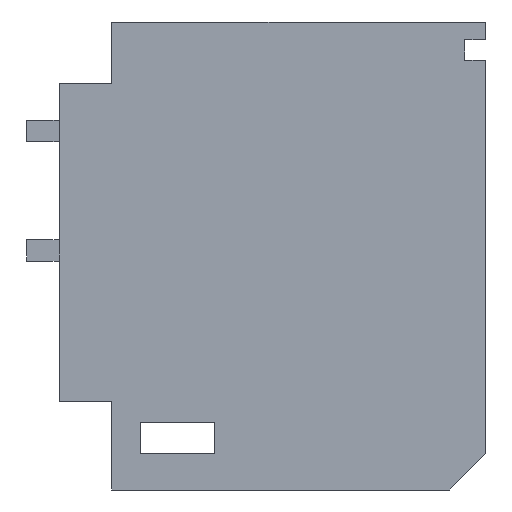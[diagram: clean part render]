
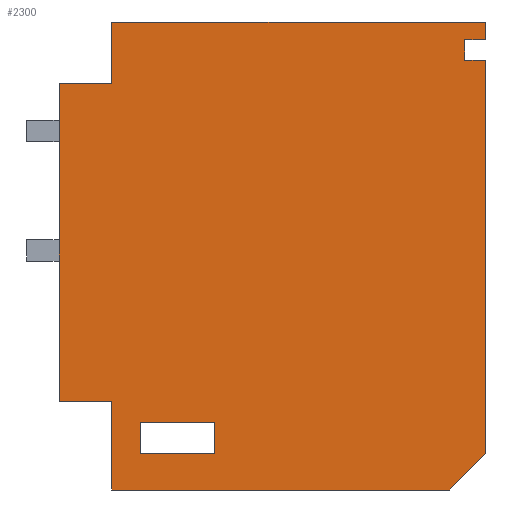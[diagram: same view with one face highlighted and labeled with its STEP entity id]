
A CAD part, left-side view. The second image highlights one B-rep face of the part: STEP entity #2300.
In plain terms, the highlighted planar face has unit normal (-1, 0, 0).
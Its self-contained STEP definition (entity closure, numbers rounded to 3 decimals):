
#1=DIRECTION('',(0.,-1.,0.));
#2=VECTOR('',#1,49.264);
#3=CARTESIAN_POINT('',(0.,-100.,-355.23));
#4=LINE('',#3,#2);
#5=DIRECTION('',(0.,-1.,0.));
#6=VECTOR('',#5,49.264);
#7=CARTESIAN_POINT('',(0.,-100.,-57.953));
#8=LINE('',#7,#6);
#9=DIRECTION('',(0.,0.,-1.));
#10=VECTOR('',#9,57.953);
#11=CARTESIAN_POINT('',(0.,-149.264,0.));
#12=LINE('',#11,#10);
#13=DIRECTION('',(0.,-1.,0.));
#14=VECTOR('',#13,350.236);
#15=CARTESIAN_POINT('',(0.,-149.264,0.));
#16=LINE('',#15,#14);
#17=DIRECTION('',(0.,0.,-1.));
#18=VECTOR('',#17,16.492);
#19=CARTESIAN_POINT('',(0.,-499.5,0.));
#20=LINE('',#19,#18);
#21=DIRECTION('',(0.,1.,0.));
#22=VECTOR('',#21,19.41);
#23=CARTESIAN_POINT('',(0.,-499.5,-16.492));
#24=LINE('',#23,#22);
#25=DIRECTION('',(0.,0.,1.));
#26=VECTOR('',#25,19.41);
#27=CARTESIAN_POINT('',(0.,-480.09,-35.902));
#28=LINE('',#27,#26);
#29=DIRECTION('',(0.,1.,0.));
#30=VECTOR('',#29,19.41);
#31=CARTESIAN_POINT('',(0.,-499.5,-35.902));
#32=LINE('',#31,#30);
#33=DIRECTION('',(0.,0.,-1.));
#34=VECTOR('',#33,368.488);
#35=CARTESIAN_POINT('',(0.,-499.5,-35.902));
#36=LINE('',#35,#34);
#37=DIRECTION('',(0.,-0.707,0.707));
#38=VECTOR('',#37,48.239);
#39=CARTESIAN_POINT('',(0.,-465.39,-438.5));
#40=LINE('',#39,#38);
#41=DIRECTION('',(0.,1.,0.));
#42=VECTOR('',#41,316.125);
#43=CARTESIAN_POINT('',(0.,-465.39,-438.5));
#44=LINE('',#43,#42);
#45=DIRECTION('',(0.,0.,1.));
#46=VECTOR('',#45,83.27);
#47=CARTESIAN_POINT('',(0.,-149.264,-438.5));
#48=LINE('',#47,#46);
#49=DIRECTION('',(0.,0.,1.));
#50=VECTOR('',#49,29.401);
#51=CARTESIAN_POINT('',(0.,-176.215,-404.231));
#52=LINE('',#51,#50);
#53=DIRECTION('',(0.,1.,0.));
#54=VECTOR('',#53,69.419);
#55=CARTESIAN_POINT('',(0.,-245.634,-404.231));
#56=LINE('',#55,#54);
#57=DIRECTION('',(0.,0.,-1.));
#58=VECTOR('',#57,29.401);
#59=CARTESIAN_POINT('',(0.,-245.634,-374.83));
#60=LINE('',#59,#58);
#61=DIRECTION('',(0.,-1.,0.));
#62=VECTOR('',#61,69.419);
#63=CARTESIAN_POINT('',(0.,-176.215,-374.83));
#64=LINE('',#63,#62);
#665=DIRECTION('',(0.,0.,-1.));
#666=VECTOR('',#665,297.277);
#667=CARTESIAN_POINT('',(0.,-100.,-57.953));
#668=LINE('',#667,#666);
#1721=CARTESIAN_POINT('',(0.,-499.5,0.));
#1723=VERTEX_POINT('',#1721);
#1749=CARTESIAN_POINT('',(0.,-100.,-355.23));
#1750=CARTESIAN_POINT('',(0.,-149.264,-355.23));
#1751=VERTEX_POINT('',#1749);
#1752=VERTEX_POINT('',#1750);
#1753=CARTESIAN_POINT('',(0.,-149.264,-438.5));
#1754=VERTEX_POINT('',#1753);
#1755=CARTESIAN_POINT('',(0.,-149.264,0.));
#1756=CARTESIAN_POINT('',(0.,-149.264,-57.953));
#1757=VERTEX_POINT('',#1755);
#1758=VERTEX_POINT('',#1756);
#1759=CARTESIAN_POINT('',(0.,-100.,-57.953));
#1760=VERTEX_POINT('',#1759);
#1761=CARTESIAN_POINT('',(0.,-499.5,-35.902));
#1762=CARTESIAN_POINT('',(0.,-480.09,-35.902));
#1763=VERTEX_POINT('',#1761);
#1764=VERTEX_POINT('',#1762);
#1765=CARTESIAN_POINT('',(0.,-480.09,-16.492));
#1766=VERTEX_POINT('',#1765);
#1767=CARTESIAN_POINT('',(0.,-499.5,-16.492));
#1768=VERTEX_POINT('',#1767);
#1769=CARTESIAN_POINT('',(0.,-176.215,-404.231));
#1770=CARTESIAN_POINT('',(0.,-176.215,-374.83));
#1771=VERTEX_POINT('',#1769);
#1772=VERTEX_POINT('',#1770);
#1773=CARTESIAN_POINT('',(0.,-245.634,-374.83));
#1774=VERTEX_POINT('',#1773);
#1775=CARTESIAN_POINT('',(0.,-245.634,-404.231));
#1776=VERTEX_POINT('',#1775);
#1777=CARTESIAN_POINT('',(0.,-465.39,-438.5));
#1778=CARTESIAN_POINT('',(0.,-499.5,-404.39));
#1779=VERTEX_POINT('',#1777);
#1780=VERTEX_POINT('',#1778);
#2257=CARTESIAN_POINT('',(0.,0.,0.));
#2258=DIRECTION('',(1.,0.,0.));
#2259=DIRECTION('',(0.,-1.,0.));
#2260=AXIS2_PLACEMENT_3D('',#2257,#2258,#2259);
#2261=PLANE('',#2260);
#2263=ORIENTED_EDGE('',*,*,#2262,.F.);
#2265=ORIENTED_EDGE('',*,*,#2264,.F.);
#2267=ORIENTED_EDGE('',*,*,#2266,.T.);
#2269=ORIENTED_EDGE('',*,*,#2268,.F.);
#2271=ORIENTED_EDGE('',*,*,#2270,.T.);
#2273=ORIENTED_EDGE('',*,*,#2272,.T.);
#2275=ORIENTED_EDGE('',*,*,#2274,.T.);
#2277=ORIENTED_EDGE('',*,*,#2276,.F.);
#2279=ORIENTED_EDGE('',*,*,#2278,.F.);
#2281=ORIENTED_EDGE('',*,*,#2280,.T.);
#2283=ORIENTED_EDGE('',*,*,#2282,.F.);
#2285=ORIENTED_EDGE('',*,*,#2284,.T.);
#2287=ORIENTED_EDGE('',*,*,#2286,.T.);
#2288=EDGE_LOOP('',(#2263,#2265,#2267,#2269,#2271,#2273,#2275,#2277,#2279,#2281,
#2283,#2285,#2287));
#2289=FACE_OUTER_BOUND('',#2288,.F.);
#2291=ORIENTED_EDGE('',*,*,#2290,.F.);
#2293=ORIENTED_EDGE('',*,*,#2292,.F.);
#2295=ORIENTED_EDGE('',*,*,#2294,.F.);
#2297=ORIENTED_EDGE('',*,*,#2296,.F.);
#2298=EDGE_LOOP('',(#2291,#2293,#2295,#2297));
#2299=FACE_BOUND('',#2298,.F.);
#2300=ADVANCED_FACE('',(#2289,#2299),#2261,.F.);
#2262=EDGE_CURVE('',#1751,#1752,#4,.T.);
#2264=EDGE_CURVE('',#1760,#1751,#668,.T.);
#2266=EDGE_CURVE('',#1760,#1758,#8,.T.);
#2268=EDGE_CURVE('',#1757,#1758,#12,.T.);
#2270=EDGE_CURVE('',#1757,#1723,#16,.T.);
#2272=EDGE_CURVE('',#1723,#1768,#20,.T.);
#2274=EDGE_CURVE('',#1768,#1766,#24,.T.);
#2276=EDGE_CURVE('',#1764,#1766,#28,.T.);
#2278=EDGE_CURVE('',#1763,#1764,#32,.T.);
#2280=EDGE_CURVE('',#1763,#1780,#36,.T.);
#2282=EDGE_CURVE('',#1779,#1780,#40,.T.);
#2284=EDGE_CURVE('',#1779,#1754,#44,.T.);
#2286=EDGE_CURVE('',#1754,#1752,#48,.T.);
#2290=EDGE_CURVE('',#1771,#1772,#52,.T.);
#2292=EDGE_CURVE('',#1776,#1771,#56,.T.);
#2294=EDGE_CURVE('',#1774,#1776,#60,.T.);
#2296=EDGE_CURVE('',#1772,#1774,#64,.T.);
